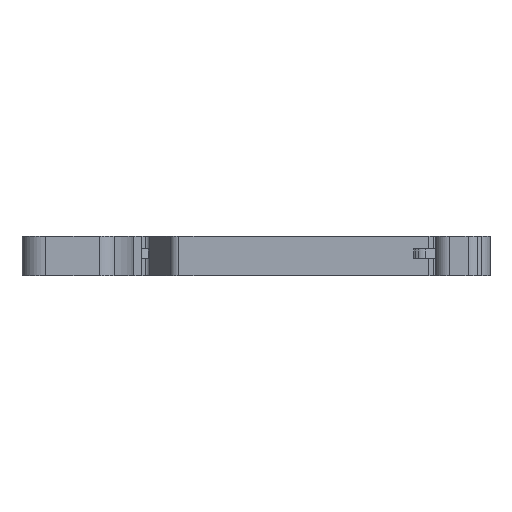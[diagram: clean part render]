
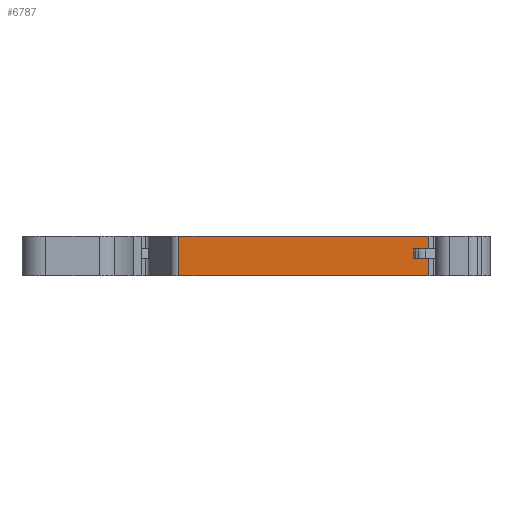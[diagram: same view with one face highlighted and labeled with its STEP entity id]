
A CAD part, front view. The second image highlights one B-rep face of the part: STEP entity #6787.
In plain terms, the highlighted planar face has unit normal (0, -1, 0).
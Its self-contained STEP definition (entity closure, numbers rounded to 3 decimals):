
#1524=DIRECTION('',(-1.,0.,0.));
#1525=VECTOR('',#1524,26.6);
#1526=CARTESIAN_POINT('',(15.3,0.,0.));
#1527=LINE('',#1526,#1525);
#1531=DIRECTION('',(0.,0.,1.));
#1532=VECTOR('',#1531,1.35);
#1533=CARTESIAN_POINT('',(15.3,0.,-1.35));
#1534=LINE('',#1533,#1532);
#1538=DIRECTION('',(0.,0.,1.));
#1539=VECTOR('',#1538,1.85);
#1540=CARTESIAN_POINT('',(15.3,0.,-4.2));
#1541=LINE('',#1540,#1539);
#1552=DIRECTION('',(0.,0.,1.));
#1553=VECTOR('',#1552,4.2);
#1554=CARTESIAN_POINT('',(-11.3,0.,-4.2));
#1555=LINE('',#1554,#1553);
#2323=DIRECTION('',(-1.,0.,0.));
#2324=VECTOR('',#2323,26.6);
#2325=CARTESIAN_POINT('',(15.3,0.,-4.2));
#2326=LINE('',#2325,#2324);
#3406=DIRECTION('',(-1.,0.,0.));
#3407=VECTOR('',#3406,1.609);
#3408=CARTESIAN_POINT('',(15.3,0.,-1.35));
#3409=LINE('',#3408,#3407);
#3427=DIRECTION('',(0.,0.,-1.));
#3428=VECTOR('',#3427,1.);
#3429=CARTESIAN_POINT('',(13.691,0.,-1.35));
#3430=LINE('',#3429,#3428);
#3448=DIRECTION('',(1.,0.,0.));
#3449=VECTOR('',#3448,1.609);
#3450=CARTESIAN_POINT('',(13.691,0.,-2.35));
#3451=LINE('',#3450,#3449);
#4620=CARTESIAN_POINT('',(15.3,0.,0.));
#4621=VERTEX_POINT('',#4620);
#4622=CARTESIAN_POINT('',(-11.3,0.,0.));
#4623=VERTEX_POINT('',#4622);
#4866=CARTESIAN_POINT('',(-11.3,0.,-4.2));
#4867=VERTEX_POINT('',#4866);
#4868=CARTESIAN_POINT('',(15.3,0.,-4.2));
#4869=VERTEX_POINT('',#4868);
#5062=CARTESIAN_POINT('',(15.3,0.,-1.35));
#5063=VERTEX_POINT('',#5062);
#5064=CARTESIAN_POINT('',(13.691,0.,-1.35));
#5065=VERTEX_POINT('',#5064);
#5066=CARTESIAN_POINT('',(13.691,0.,-2.35));
#5067=VERTEX_POINT('',#5066);
#5068=CARTESIAN_POINT('',(15.3,0.,-2.35));
#5069=VERTEX_POINT('',#5068);
#6766=CARTESIAN_POINT('',(15.3,0.,0.));
#6767=DIRECTION('',(0.,1.,0.));
#6768=DIRECTION('',(1.,0.,0.));
#6769=AXIS2_PLACEMENT_3D('',#6766,#6767,#6768);
#6770=PLANE('',#6769);
#6772=ORIENTED_EDGE('',*,*,#6771,.T.);
#6773=ORIENTED_EDGE('',*,*,#5439,.F.);
#6775=ORIENTED_EDGE('',*,*,#6774,.F.);
#6777=ORIENTED_EDGE('',*,*,#6776,.T.);
#6779=ORIENTED_EDGE('',*,*,#6778,.T.);
#6781=ORIENTED_EDGE('',*,*,#6780,.T.);
#6782=ORIENTED_EDGE('',*,*,#6749,.F.);
#6784=ORIENTED_EDGE('',*,*,#6783,.T.);
#6785=EDGE_LOOP('',(#6772,#6773,#6775,#6777,#6779,#6781,#6782,#6784));
#6786=FACE_OUTER_BOUND('',#6785,.F.);
#5439=EDGE_CURVE('',#4621,#4623,#1527,.T.);
#6749=EDGE_CURVE('',#4869,#5069,#1541,.T.);
#6771=EDGE_CURVE('',#4867,#4623,#1555,.T.);
#6774=EDGE_CURVE('',#5063,#4621,#1534,.T.);
#6776=EDGE_CURVE('',#5063,#5065,#3409,.T.);
#6778=EDGE_CURVE('',#5065,#5067,#3430,.T.);
#6780=EDGE_CURVE('',#5067,#5069,#3451,.T.);
#6783=EDGE_CURVE('',#4869,#4867,#2326,.T.);
#6787=ADVANCED_FACE('',(#6786),#6770,.F.);
